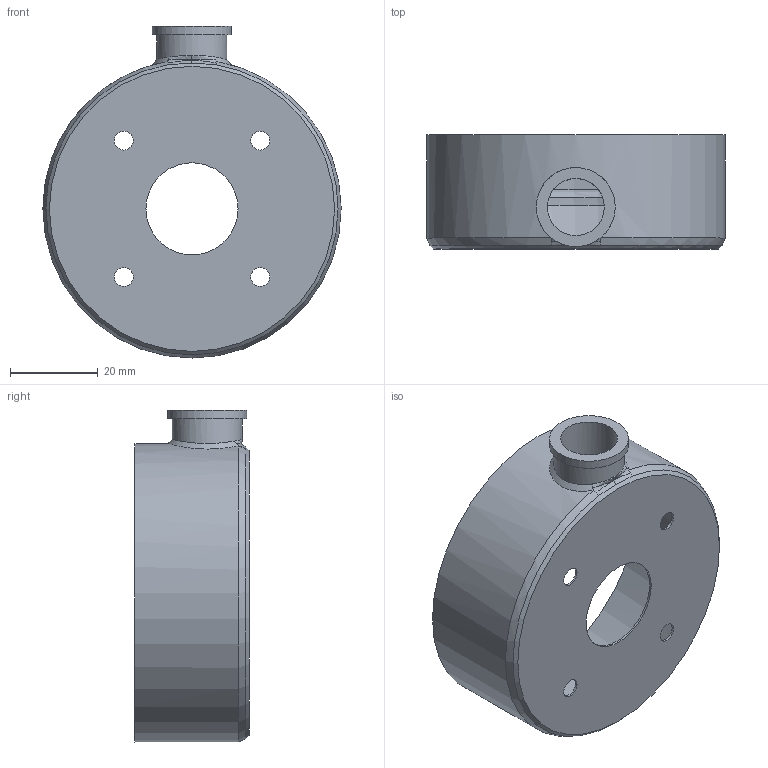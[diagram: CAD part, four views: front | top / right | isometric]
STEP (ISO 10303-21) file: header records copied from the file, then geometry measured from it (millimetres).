
FILE_DESCRIPTION(/* description */ (''),/* implementation_level */ '2;1');
FILE_NAME(/* name */ '6335TB_Motor_Front_Cover.step',/* time_stamp */ '2019-03-30T11:21:27+01:00',/* author */ ('pryside'),/* organization */ (''),/* preprocessor_version */ 'ST-DEVELOPER v17.2',/* originating_system */ 'Autodesk Translation Framework v7.6.0.251',/* authorisation */ '');
FILE_SCHEMA (('AUTOMOTIVE_DESIGN { 1 0 10303 214 3 1 1 }'));
Length unit declared in the file: millimetre
Products named in the file (1): 6335MotorProtection
Bounding box: 68 x 26 x 75.68 mm (x, y, z)
Volume: 15445.5 mm3; surface area: 16879 mm2
Topology: 1 solids, 1 shells, 37 faces, 97 edges, 63 vertices
Faces by surface type: cylinder 14, bspline 9, plane 8, cone 5, torus 1
Full cylindrical faces by diameter (mm): 4.3 x4, 13 x1, 16 x1, 18 x1, 21 x1, 63 x1, 65 x1, 68 x1
Entity records: 2645 total; most frequent: CARTESIAN_POINT 1731, ORIENTED_EDGE 194, DIRECTION 159, EDGE_CURVE 97, AXIS2_PLACEMENT_3D 66, VERTEX_POINT 63, EDGE_LOOP 50, CIRCLE 37
